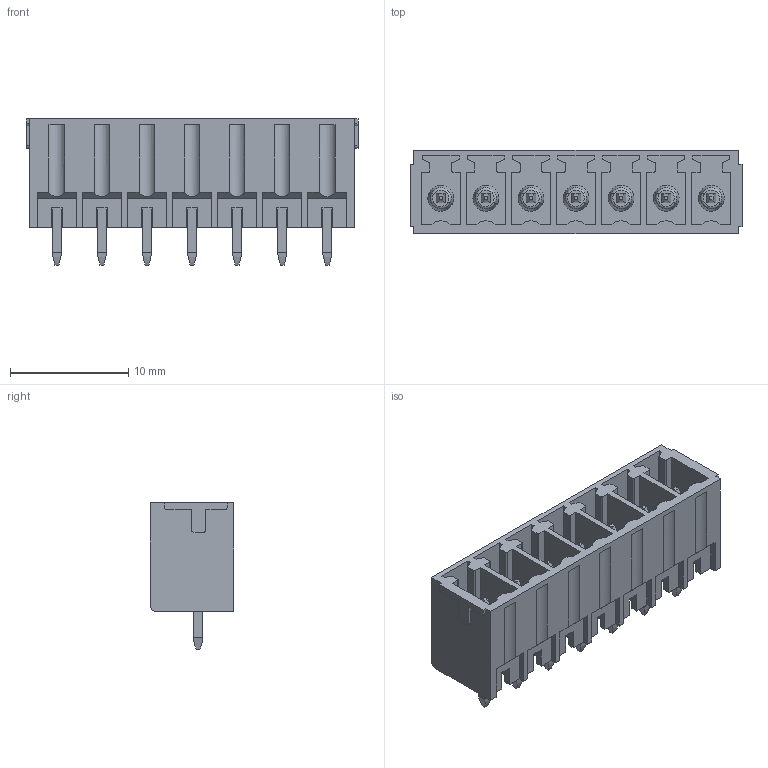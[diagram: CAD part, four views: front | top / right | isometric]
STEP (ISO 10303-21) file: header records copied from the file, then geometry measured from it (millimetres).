
FILE_DESCRIPTION(('CATIA V5 STEP Exchange','CAx-IF Rec.Pracs.--- Model Styling and Organization---1.2---2011-12-15'),'2;1');
FILE_NAME ('D1459817_0', '2018-09-29T05:13:29+00:00', ('none'), ('Weidmueller'), 'CATIA Version 5-6 Release 2014', 'CATIA V5 STEP AP214', 'none');
FILE_SCHEMA(('AUTOMOTIVE_DESIGN { 1 0 10303 214 1 1 1 1 }'));
Length unit declared in the file: millimetre
Products named in the file (1): 1942890000
Bounding box: 28.06 x 7.05 x 12.4 mm (x, y, z)
Volume: 802 mm3; surface area: 2607.4 mm2
Topology: 8 solids, 8 shells, 546 faces, 1561 edges, 1052 vertices
Faces by surface type: plane 397, cylinder 121, cone 14, torus 14
Entity records: 16626 total; most frequent: CARTESIAN_POINT 3265, ORIENTED_EDGE 3122, DIRECTION 2150, EDGE_CURVE 1561, VECTOR 1235, LINE 1235, VERTEX_POINT 1052, AXIS2_PLACEMENT_3D 590
